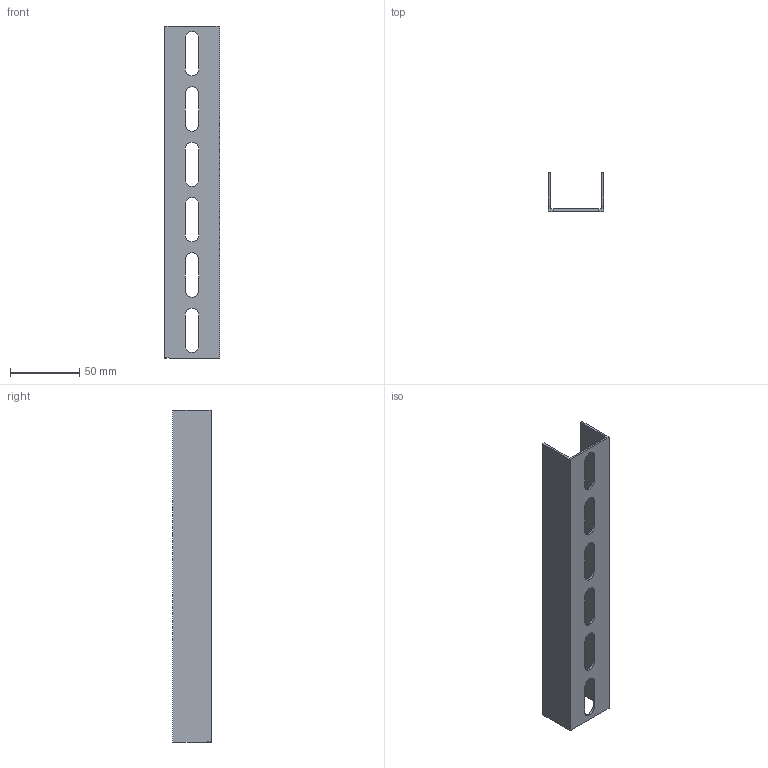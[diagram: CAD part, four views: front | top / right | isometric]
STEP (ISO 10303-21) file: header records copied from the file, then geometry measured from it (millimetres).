
FILE_DESCRIPTION(/* description */ (''),/* implementation_level */ '2;1');
FILE_NAME(/* name */ 'SLP30-45.ipt.stp',/* time_stamp */ '2023-05-18T11:25:16+03:00',/* author */ ('Man88'),/* organization */ (''),/* preprocessor_version */ 'ST-DEVELOPER v19.2',/* originating_system */ 'Autodesk Inventor 2023',/* authorisation */ '');
FILE_SCHEMA (('AUTOMOTIVE_DESIGN { 1 0 10303 214 3 1 1 }'));
Length unit declared in the file: millimetre
Products named in the file (1): Соединитель швеллера 
30-45
Bounding box: 39.92 x 27.96 x 240 mm (x, y, z)
Volume: 30738.9 mm3; surface area: 42662.4 mm2
Topology: 1 solids, 1 shells, 42 faces, 120 edges, 80 vertices
Faces by surface type: plane 30, cylinder 12
Entity records: 1486 total; most frequent: CARTESIAN_POINT 243, ORIENTED_EDGE 240, DIRECTION 230, EDGE_CURVE 120, LINE 96, VECTOR 96, VERTEX_POINT 80, AXIS2_PLACEMENT_3D 67
